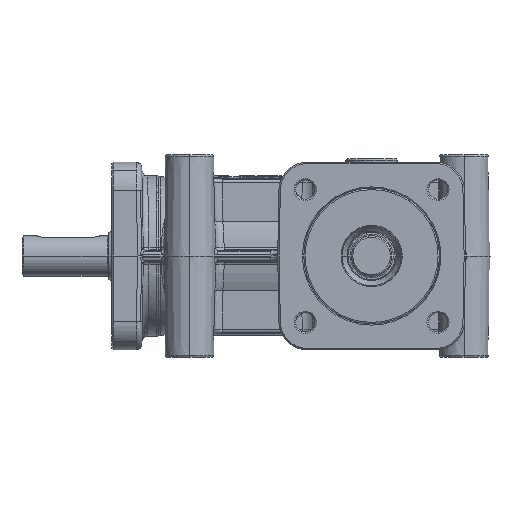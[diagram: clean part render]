
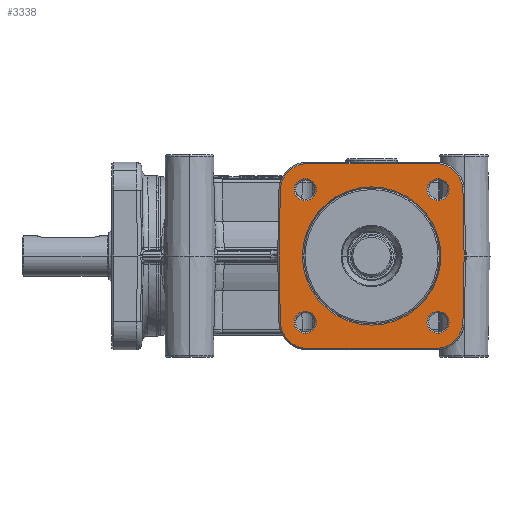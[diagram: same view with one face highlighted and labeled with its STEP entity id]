
A CAD part, left-side view. The second image highlights one B-rep face of the part: STEP entity #3338.
In plain terms, the highlighted planar face has unit normal (-1, 0, 0).
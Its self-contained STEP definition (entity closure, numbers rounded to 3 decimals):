
#3338=ADVANCED_FACE('',(#8371,#8372,#8373,#8374,#8375,#8376),#8377,.T.);
#8371=FACE_OUTER_BOUND('',#17703,.T.);
#8372=FACE_BOUND('',#17704,.T.);
#8373=FACE_BOUND('',#17705,.T.);
#8374=FACE_BOUND('',#17706,.T.);
#8375=FACE_BOUND('',#17707,.T.);
#8376=FACE_BOUND('',#17708,.T.);
#8377=PLANE('',#17709);
#17703=EDGE_LOOP('',(#66278,#66279,#66280,#66281,#66282,#66283,#66284,#66285,#66286,#66287,#66288,#66289,#66290,#66291));
#17704=EDGE_LOOP('',(#66292,#66293));
#17705=EDGE_LOOP('',(#66294,#66295));
#17706=EDGE_LOOP('',(#66296,#66297));
#17707=EDGE_LOOP('',(#66298,#66299));
#17708=EDGE_LOOP('',(#66300,#66301));
#17709=AXIS2_PLACEMENT_3D('',#66302,#66303,#66304);
#66278=ORIENTED_EDGE('',*,*,#82580,.F.);
#66279=ORIENTED_EDGE('',*,*,#82581,.F.);
#66280=ORIENTED_EDGE('',*,*,#82582,.F.);
#66281=ORIENTED_EDGE('',*,*,#81294,.F.);
#66282=ORIENTED_EDGE('',*,*,#82583,.F.);
#66283=ORIENTED_EDGE('',*,*,#82584,.F.);
#66284=ORIENTED_EDGE('',*,*,#81290,.F.);
#66285=ORIENTED_EDGE('',*,*,#82585,.F.);
#66286=ORIENTED_EDGE('',*,*,#82586,.F.);
#66287=ORIENTED_EDGE('',*,*,#82587,.F.);
#66288=ORIENTED_EDGE('',*,*,#81298,.F.);
#66289=ORIENTED_EDGE('',*,*,#82588,.F.);
#66290=ORIENTED_EDGE('',*,*,#82589,.F.);
#66291=ORIENTED_EDGE('',*,*,#81302,.F.);
#66292=ORIENTED_EDGE('',*,*,#82590,.F.);
#66293=ORIENTED_EDGE('',*,*,#81333,.F.);
#66294=ORIENTED_EDGE('',*,*,#82591,.F.);
#66295=ORIENTED_EDGE('',*,*,#81312,.F.);
#66296=ORIENTED_EDGE('',*,*,#82592,.F.);
#66297=ORIENTED_EDGE('',*,*,#81276,.F.);
#66298=ORIENTED_EDGE('',*,*,#82593,.F.);
#66299=ORIENTED_EDGE('',*,*,#81324,.F.);
#66300=ORIENTED_EDGE('',*,*,#82576,.F.);
#66301=ORIENTED_EDGE('',*,*,#82373,.F.);
#66302=CARTESIAN_POINT('',(-55.0,13.925,0.0));
#66303=DIRECTION('',(-1.0,0.0,0.0));
#66304=DIRECTION('',(0.0,0.0,1.0));
#81276=EDGE_CURVE('',#90033,#90035,#90036,.T.);
#81290=EDGE_CURVE('',#90057,#90059,#90060,.T.);
#81294=EDGE_CURVE('',#90063,#90065,#90066,.T.);
#81298=EDGE_CURVE('',#90069,#90071,#90072,.T.);
#81302=EDGE_CURVE('',#90075,#90077,#90078,.T.);
#81312=EDGE_CURVE('',#90091,#90093,#90094,.T.);
#81324=EDGE_CURVE('',#90112,#90114,#90115,.T.);
#81333=EDGE_CURVE('',#90127,#90129,#90130,.T.);
#82373=EDGE_CURVE('',#91885,#91887,#91888,.T.);
#82576=EDGE_CURVE('',#91887,#91885,#92187,.T.);
#82580=EDGE_CURVE('',#92191,#90075,#92192,.T.);
#82581=EDGE_CURVE('',#92193,#92191,#92194,.T.);
#82582=EDGE_CURVE('',#90065,#92193,#92195,.T.);
#82583=EDGE_CURVE('',#92196,#90063,#92197,.T.);
#82584=EDGE_CURVE('',#90059,#92196,#92198,.T.);
#82585=EDGE_CURVE('',#92199,#90057,#92200,.T.);
#82586=EDGE_CURVE('',#92201,#92199,#92202,.T.);
#82587=EDGE_CURVE('',#90071,#92201,#92203,.T.);
#82588=EDGE_CURVE('',#92204,#90069,#92205,.T.);
#82589=EDGE_CURVE('',#90077,#92204,#92206,.T.);
#82590=EDGE_CURVE('',#90129,#90127,#92207,.T.);
#82591=EDGE_CURVE('',#90093,#90091,#92208,.T.);
#82592=EDGE_CURVE('',#90035,#90033,#92209,.T.);
#82593=EDGE_CURVE('',#90114,#90112,#92210,.T.);
#90033=VERTEX_POINT('',#103584);
#90035=VERTEX_POINT('',#103587);
#90036=CIRCLE('',#103588,3.824);
#90057=VERTEX_POINT('',#103614);
#90059=VERTEX_POINT('',#103617);
#90060=CIRCLE('',#103618,9.5);
#90063=VERTEX_POINT('',#103622);
#90065=VERTEX_POINT('',#103625);
#90066=CIRCLE('',#103626,9.5);
#90069=VERTEX_POINT('',#103630);
#90071=VERTEX_POINT('',#103633);
#90072=CIRCLE('',#103634,9.5);
#90075=VERTEX_POINT('',#103638);
#90077=VERTEX_POINT('',#103641);
#90078=CIRCLE('',#103642,9.5);
#90091=VERTEX_POINT('',#103658);
#90093=VERTEX_POINT('',#103661);
#90094=CIRCLE('',#103662,3.824);
#90112=VERTEX_POINT('',#103707);
#90114=VERTEX_POINT('',#103710);
#90115=CIRCLE('',#103711,3.824);
#90127=VERTEX_POINT('',#103726);
#90129=VERTEX_POINT('',#103729);
#90130=CIRCLE('',#103730,3.824);
#91885=VERTEX_POINT('',#106361);
#91887=VERTEX_POINT('',#106364);
#91888=CIRCLE('',#106365,23.937);
#92187=CIRCLE('',#107958,23.937);
#92191=VERTEX_POINT('',#107962);
#92192=CIRCLE('',#107963,9.5);
#92193=VERTEX_POINT('',#107964);
#92194=LINE('',#107965,#107966);
#92195=LINE('',#107967,#107968);
#92196=VERTEX_POINT('',#107969);
#92197=CIRCLE('',#107970,9.5);
#92198=LINE('',#107971,#107972);
#92199=VERTEX_POINT('',#107973);
#92200=CIRCLE('',#107974,9.5);
#92201=VERTEX_POINT('',#107975);
#92202=LINE('',#107976,#107977);
#92203=LINE('',#107978,#107979);
#92204=VERTEX_POINT('',#107980);
#92205=CIRCLE('',#107981,9.5);
#92206=LINE('',#107982,#107983);
#92207=CIRCLE('',#107984,3.824);
#92208=CIRCLE('',#107985,3.824);
#92209=CIRCLE('',#107986,3.824);
#92210=CIRCLE('',#107987,3.824);
#103584=CARTESIAN_POINT('',(-55.0,-26.804,-22.981));
#103587=CARTESIAN_POINT('',(-55.0,-19.157,-22.981));
#103588=AXIS2_PLACEMENT_3D('',#127925,#127926,#127927);
#103614=CARTESIAN_POINT('',(-55.0,28.764,29.276));
#103617=CARTESIAN_POINT('',(-55.0,22.106,32.0));
#103618=AXIS2_PLACEMENT_3D('',#127946,#127947,#127948);
#103622=CARTESIAN_POINT('',(-55.0,-28.764,29.276));
#103625=CARTESIAN_POINT('',(-55.0,-31.604,22.666));
#103626=AXIS2_PLACEMENT_3D('',#127951,#127952,#127953);
#103630=CARTESIAN_POINT('',(-55.0,28.764,-29.276));
#103633=CARTESIAN_POINT('',(-55.0,31.604,-22.666));
#103634=AXIS2_PLACEMENT_3D('',#127956,#127957,#127958);
#103638=CARTESIAN_POINT('',(-55.0,-28.764,-29.276));
#103641=CARTESIAN_POINT('',(-55.0,-22.106,-32.0));
#103642=AXIS2_PLACEMENT_3D('',#127961,#127962,#127963);
#103658=CARTESIAN_POINT('',(-55.0,19.157,22.981));
#103661=CARTESIAN_POINT('',(-55.0,26.804,22.981));
#103662=AXIS2_PLACEMENT_3D('',#127977,#127978,#127979);
#103707=CARTESIAN_POINT('',(-55.0,19.157,-22.981));
#103710=CARTESIAN_POINT('',(-55.0,26.804,-22.981));
#103711=AXIS2_PLACEMENT_3D('',#127993,#127994,#127995);
#103726=CARTESIAN_POINT('',(-55.0,-26.804,22.981));
#103729=CARTESIAN_POINT('',(-55.0,-19.157,22.981));
#103730=AXIS2_PLACEMENT_3D('',#128006,#128007,#128008);
#106361=CARTESIAN_POINT('',(-55.0,23.937,0.));
#106364=CARTESIAN_POINT('',(-55.0,-23.937,0.));
#106365=AXIS2_PLACEMENT_3D('',#129680,#129681,#129682);
#107958=AXIS2_PLACEMENT_3D('',#129843,#129844,#129845);
#107962=CARTESIAN_POINT('',(-55.0,-31.604,-22.666));
#107963=AXIS2_PLACEMENT_3D('',#129849,#129850,#129851);
#107964=CARTESIAN_POINT('',(-55.0,-32.,0.));
#107965=CARTESIAN_POINT('',(-55.0,-32.,0.));
#107966=VECTOR('',#129852,22.669);
#107967=CARTESIAN_POINT('',(-55.0,-31.604,22.666));
#107968=VECTOR('',#129853,22.669);
#107969=CARTESIAN_POINT('',(-55.0,-22.106,32.0));
#107970=AXIS2_PLACEMENT_3D('',#129854,#129855,#129856);
#107971=CARTESIAN_POINT('',(-55.0,22.106,32.0));
#107972=VECTOR('',#129857,44.211);
#107973=CARTESIAN_POINT('',(-55.0,31.604,22.666));
#107974=AXIS2_PLACEMENT_3D('',#129858,#129859,#129860);
#107975=CARTESIAN_POINT('',(-55.0,32.,0.));
#107976=CARTESIAN_POINT('',(-55.0,32.,0.));
#107977=VECTOR('',#129861,22.669);
#107978=CARTESIAN_POINT('',(-55.0,31.604,-22.666));
#107979=VECTOR('',#129862,22.669);
#107980=CARTESIAN_POINT('',(-55.0,22.106,-32.0));
#107981=AXIS2_PLACEMENT_3D('',#129863,#129864,#129865);
#107982=CARTESIAN_POINT('',(-55.0,-22.106,-32.0));
#107983=VECTOR('',#129866,44.211);
#107984=AXIS2_PLACEMENT_3D('',#129867,#129868,#129869);
#107985=AXIS2_PLACEMENT_3D('',#129870,#129871,#129872);
#107986=AXIS2_PLACEMENT_3D('',#129873,#129874,#129875);
#107987=AXIS2_PLACEMENT_3D('',#129876,#129877,#129878);
#127925=CARTESIAN_POINT('',(-55.0,-22.981,-22.981));
#127926=DIRECTION('',(-1.0,0.0,0.0));
#127927=DIRECTION('',(0.0,-1.0,0.0));
#127946=CARTESIAN_POINT('',(-55.0,22.106,22.5));
#127947=DIRECTION('',(1.0,0.0,-0.0));
#127948=DIRECTION('',(0.0,0.701,0.713));
#127951=CARTESIAN_POINT('',(-55.0,-22.106,22.5));
#127952=DIRECTION('',(1.0,0.0,0.0));
#127953=DIRECTION('',(0.0,-0.701,0.713));
#127956=CARTESIAN_POINT('',(-55.0,22.106,-22.5));
#127957=DIRECTION('',(1.0,0.0,0.0));
#127958=DIRECTION('',(0.0,0.701,-0.713));
#127961=CARTESIAN_POINT('',(-55.0,-22.106,-22.5));
#127962=DIRECTION('',(1.0,0.0,0.0));
#127963=DIRECTION('',(0.0,-0.701,-0.713));
#127977=CARTESIAN_POINT('',(-55.0,22.981,22.981));
#127978=DIRECTION('',(-1.0,0.0,0.0));
#127979=DIRECTION('',(0.0,-1.0,0.0));
#127993=CARTESIAN_POINT('',(-55.0,22.981,-22.981));
#127994=DIRECTION('',(-1.0,0.0,0.0));
#127995=DIRECTION('',(0.0,-1.0,0.0));
#128006=CARTESIAN_POINT('',(-55.0,-22.981,22.981));
#128007=DIRECTION('',(-1.0,0.0,0.0));
#128008=DIRECTION('',(0.0,-1.0,0.0));
#129680=CARTESIAN_POINT('',(-55.0,0.0,0.0));
#129681=DIRECTION('',(-1.0,0.0,0.0));
#129682=DIRECTION('',(0.0,1.0,0.0));
#129843=CARTESIAN_POINT('',(-55.0,0.0,0.0));
#129844=DIRECTION('',(-1.0,0.0,0.0));
#129845=DIRECTION('',(0.0,1.0,0.0));
#129849=CARTESIAN_POINT('',(-55.0,-22.106,-22.5));
#129850=DIRECTION('',(1.0,0.0,0.0));
#129851=DIRECTION('',(0.0,-0.701,-0.713));
#129852=DIRECTION('',(0.0,0.017,-1.));
#129853=DIRECTION('',(0.0,-0.017,-1.));
#129854=CARTESIAN_POINT('',(-55.0,-22.106,22.5));
#129855=DIRECTION('',(1.0,0.0,0.0));
#129856=DIRECTION('',(0.0,-0.701,0.713));
#129857=DIRECTION('',(0.0,-1.0,0.0));
#129858=CARTESIAN_POINT('',(-55.0,22.106,22.5));
#129859=DIRECTION('',(1.0,0.0,-0.0));
#129860=DIRECTION('',(0.0,0.701,0.713));
#129861=DIRECTION('',(0.0,-0.017,1.));
#129862=DIRECTION('',(0.0,0.017,1.));
#129863=CARTESIAN_POINT('',(-55.0,22.106,-22.5));
#129864=DIRECTION('',(1.0,0.0,0.0));
#129865=DIRECTION('',(0.0,0.701,-0.713));
#129866=DIRECTION('',(0.0,1.0,0.0));
#129867=CARTESIAN_POINT('',(-55.0,-22.981,22.981));
#129868=DIRECTION('',(-1.0,0.0,0.0));
#129869=DIRECTION('',(0.0,-1.0,0.0));
#129870=CARTESIAN_POINT('',(-55.0,22.981,22.981));
#129871=DIRECTION('',(-1.0,0.0,0.0));
#129872=DIRECTION('',(0.0,-1.0,0.0));
#129873=CARTESIAN_POINT('',(-55.0,-22.981,-22.981));
#129874=DIRECTION('',(-1.0,0.0,0.0));
#129875=DIRECTION('',(0.0,-1.0,0.0));
#129876=CARTESIAN_POINT('',(-55.0,22.981,-22.981));
#129877=DIRECTION('',(-1.0,0.0,0.0));
#129878=DIRECTION('',(0.0,-1.0,0.0));
